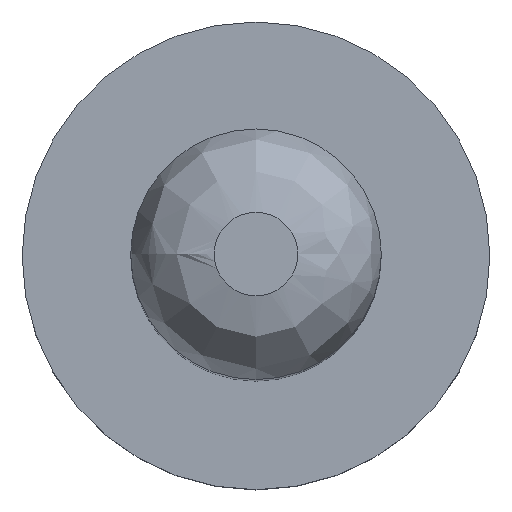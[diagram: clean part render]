
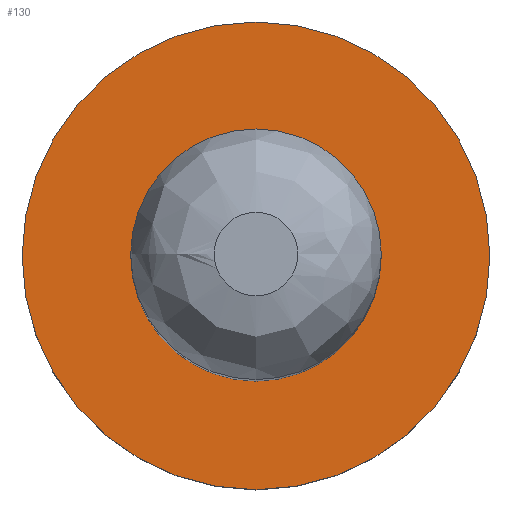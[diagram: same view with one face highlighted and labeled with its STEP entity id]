
A CAD part, top view. The second image highlights one B-rep face of the part: STEP entity #130.
In plain terms, the highlighted planar face has unit normal (0, 0, 1).
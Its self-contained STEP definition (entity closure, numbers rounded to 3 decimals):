
#98=PLANE('',#277);
#116=CIRCLE('',#271,2.8);
#118=CIRCLE('',#274,1.5);
#130=ADVANCED_FACE('',(#161,#162),#98,.F.);
#161=FACE_BOUND('',#189,.T.);
#162=FACE_BOUND('',#190,.T.);
#189=EDGE_LOOP('',(#217));
#190=EDGE_LOOP('',(#218));
#217=ORIENTED_EDGE('',*,*,#251,.F.);
#218=ORIENTED_EDGE('',*,*,#249,.T.);
#235=VERTEX_POINT('',#512);
#237=VERTEX_POINT('',#517);
#249=EDGE_CURVE('',#235,#235,#116,.T.);
#251=EDGE_CURVE('',#237,#237,#118,.T.);
#271=AXIS2_PLACEMENT_3D('',#511,#314,#315);
#274=AXIS2_PLACEMENT_3D('',#516,#320,#321);
#277=AXIS2_PLACEMENT_3D('',#520,#326,#327);
#314=DIRECTION('',(0.,0.,1.));
#315=DIRECTION('',(1.,0.,0.));
#320=DIRECTION('',(0.,0.,1.));
#321=DIRECTION('',(1.,0.,0.));
#326=DIRECTION('',(0.,0.,-1.));
#327=DIRECTION('',(1.,0.,0.));
#511=CARTESIAN_POINT('',(0.,0.,-12.));
#512=CARTESIAN_POINT('',(2.8,0.,-12.));
#516=CARTESIAN_POINT('',(0.,0.,-12.));
#517=CARTESIAN_POINT('',(1.5,0.,-12.));
#520=CARTESIAN_POINT('',(0.,1.5,-12.));
